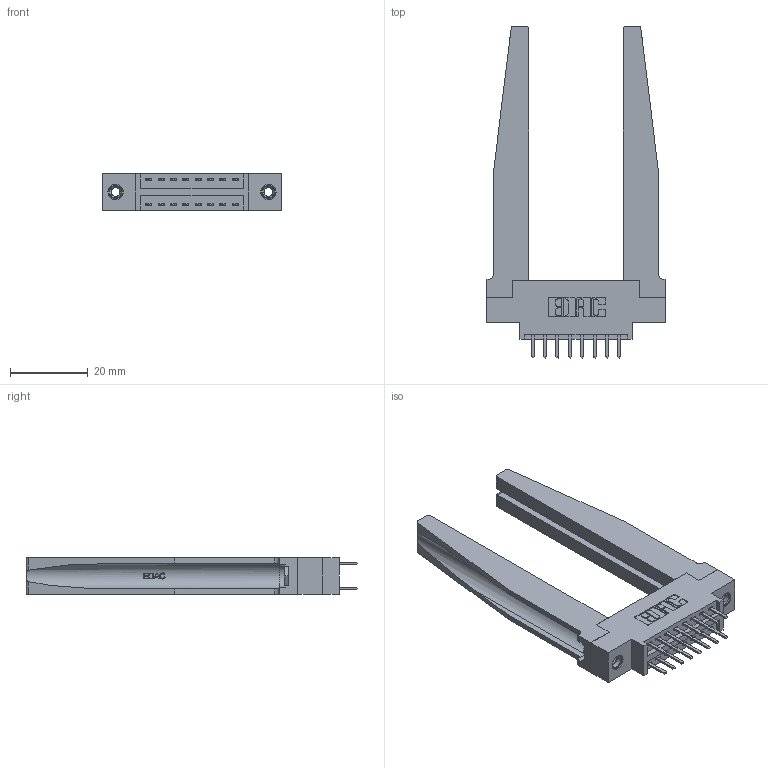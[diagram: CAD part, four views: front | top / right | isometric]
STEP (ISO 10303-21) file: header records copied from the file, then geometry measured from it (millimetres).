
FILE_DESCRIPTION (( 'STEP AP203' ), '1' );
FILE_NAME ('346-016-520-878.STEP', '2022-05-18T15:26:23', ( '' ), ( '' ), 'SwSTEP 2.0', 'SolidWorks 2020', '' );
FILE_SCHEMA (( 'CONFIG_CONTROL_DESIGN' ));
Length unit declared in the file: inch
Products named in the file (5): 345-250-001_345-250-001-102; 346-220-078_345-220-078; 346 Part_0.170 Offset - 0.156 Dia-TH; 346-016-520-878; 345-292-001_345-293-120
Assembly tree (21 placements, depth 2):
  346-016-520-878
    346 Part_0.170 Offset - 0.156 Dia-TH
    345-292-001_345-293-120  x16
    346-220-078_345-220-078  x2
    345-250-001_345-250-001-102  x2
Bounding box: 45.97 x 85.29 x 9.4 mm (x, y, z)
Volume: 10948.1 mm3; surface area: 11753 mm2
Topology: 21 solids, 21 shells, 1270 faces, 3593 edges, 2342 vertices
Faces by surface type: plane 828, cylinder 390, bspline 36, cone 12, torus 4
Entity records: 15208 total; most frequent: CARTESIAN_POINT 3509, ORIENTED_EDGE 2318, DIRECTION 2117, EDGE_CURVE 1159, LINE 897, VECTOR 897, VERTEX_POINT 764, AXIS2_PLACEMENT_3D 610
